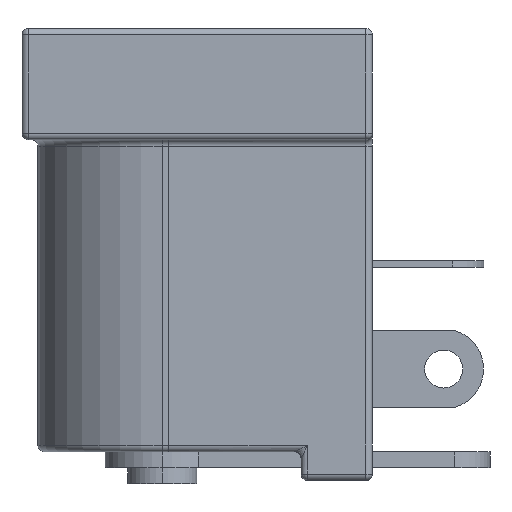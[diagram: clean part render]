
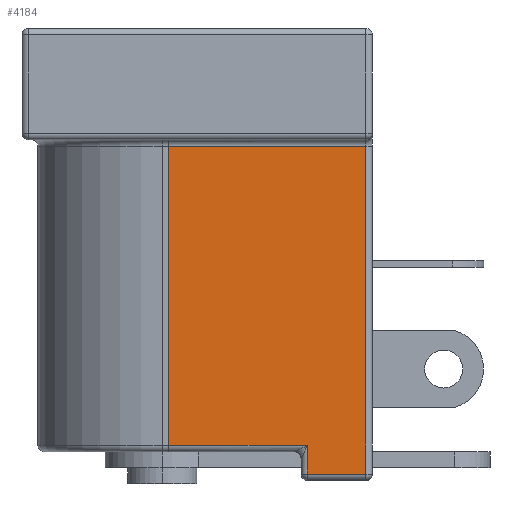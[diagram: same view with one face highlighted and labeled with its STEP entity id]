
A CAD part, left-side view. The second image highlights one B-rep face of the part: STEP entity #4184.
In plain terms, the highlighted planar face has unit normal (-1, 0, 0).
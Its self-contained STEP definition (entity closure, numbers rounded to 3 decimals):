
#414 = AXIS2_PLACEMENT_3D ( 'NONE', #6743, #4405, #3791 ) ;
#530 = LINE ( 'NONE', #3718, #4975 ) ;
#544 = CARTESIAN_POINT ( 'NONE',  ( -3.9, -5.3, -3.7 ) ) ;
#562 = VERTEX_POINT ( 'NONE', #1155 ) ;
#710 = ORIENTED_EDGE ( 'NONE', *, *, #5414, .T. ) ;
#945 = PLANE ( 'NONE',  #414 ) ;
#1150 = VECTOR ( 'NONE', #2107, 1000. ) ;
#1155 = CARTESIAN_POINT ( 'NONE',  ( -3.9, -5.3, -14. ) ) ;
#1168 = VERTEX_POINT ( 'NONE', #544 ) ;
#1244 = VERTEX_POINT ( 'NONE', #3945 ) ;
#1414 = VERTEX_POINT ( 'NONE', #5219 ) ;
#1461 = CARTESIAN_POINT ( 'NONE',  ( -3.9, -5.5, -14. ) ) ;
#1736 = VECTOR ( 'NONE', #3537, 1000. ) ;
#2068 = EDGE_CURVE ( 'NONE', #1168, #1244, #3290, .T. ) ;
#2107 = DIRECTION ( 'NONE',  ( 0., 0., -1. ) ) ;
#2134 = CARTESIAN_POINT ( 'NONE',  ( -3.9, -5.5, -13.1 ) ) ;
#2329 = ORIENTED_EDGE ( 'NONE', *, *, #7067, .T. ) ;
#2428 = VECTOR ( 'NONE', #7383, 1000. ) ;
#2694 = LINE ( 'NONE', #3849, #1150 ) ;
#3071 = ORIENTED_EDGE ( 'NONE', *, *, #2068, .T. ) ;
#3290 = LINE ( 'NONE', #5258, #1736 ) ;
#3537 = DIRECTION ( 'NONE',  ( 0., 1., 0. ) ) ;
#3620 = VERTEX_POINT ( 'NONE', #5028 ) ;
#3718 = CARTESIAN_POINT ( 'NONE',  ( -3.9, -5.3, -3.5 ) ) ;
#3775 = DIRECTION ( 'NONE',  ( 0., 0., 1. ) ) ;
#3791 = DIRECTION ( 'NONE',  ( 0., 0., -1. ) ) ;
#3849 = CARTESIAN_POINT ( 'NONE',  ( -3.9, -3.465, -13.3 ) ) ;
#3945 = CARTESIAN_POINT ( 'NONE',  ( -3.9, 0.9, -3.7 ) ) ;
#3960 = VECTOR ( 'NONE', #5506, 1000. ) ;
#3984 = LINE ( 'NONE', #2134, #2428 ) ;
#4184 = ADVANCED_FACE ( 'NONE', ( #7473 ), #945, .F. ) ;
#4238 = LINE ( 'NONE', #1461, #3960 ) ;
#4405 = DIRECTION ( 'NONE',  ( 1., 0., 0. ) ) ;
#4562 = ORIENTED_EDGE ( 'NONE', *, *, #5591, .T. ) ;
#4574 = ORIENTED_EDGE ( 'NONE', *, *, #5177, .F. ) ;
#4975 = VECTOR ( 'NONE', #3775, 1000. ) ;
#5028 = CARTESIAN_POINT ( 'NONE',  ( -3.9, -3.465, -13.1 ) ) ;
#5177 = EDGE_CURVE ( 'NONE', #1414, #1244, #7324, .T. ) ;
#5219 = CARTESIAN_POINT ( 'NONE',  ( -3.9, 0.9, -13.1 ) ) ;
#5232 = DIRECTION ( 'NONE',  ( 0., 0., 1. ) ) ;
#5258 = CARTESIAN_POINT ( 'NONE',  ( -3.9, 0.9, -3.7 ) ) ;
#5414 = EDGE_CURVE ( 'NONE', #562, #1168, #530, .T. ) ;
#5506 = DIRECTION ( 'NONE',  ( 0., -1., 0. ) ) ;
#5591 = EDGE_CURVE ( 'NONE', #3620, #7439, #2694, .T. ) ;
#5698 = VECTOR ( 'NONE', #5232, 1000. ) ;
#6134 = ORIENTED_EDGE ( 'NONE', *, *, #6185, .T. ) ;
#6185 = EDGE_CURVE ( 'NONE', #7439, #562, #4238, .T. ) ;
#6189 = CARTESIAN_POINT ( 'NONE',  ( -3.9, -3.465, -14. ) ) ;
#6469 = EDGE_LOOP ( 'NONE', ( #710, #3071, #4574, #2329, #4562, #6134 ) ) ;
#6743 = CARTESIAN_POINT ( 'NONE',  ( -3.9, -5.5, -13.3 ) ) ;
#6961 = CARTESIAN_POINT ( 'NONE',  ( -3.9, 0.9, -13.3 ) ) ;
#7067 = EDGE_CURVE ( 'NONE', #1414, #3620, #3984, .T. ) ;
#7324 = LINE ( 'NONE', #6961, #5698 ) ;
#7383 = DIRECTION ( 'NONE',  ( 0., -1., 0. ) ) ;
#7439 = VERTEX_POINT ( 'NONE', #6189 ) ;
#7473 = FACE_OUTER_BOUND ( 'NONE', #6469, .T. ) ;
